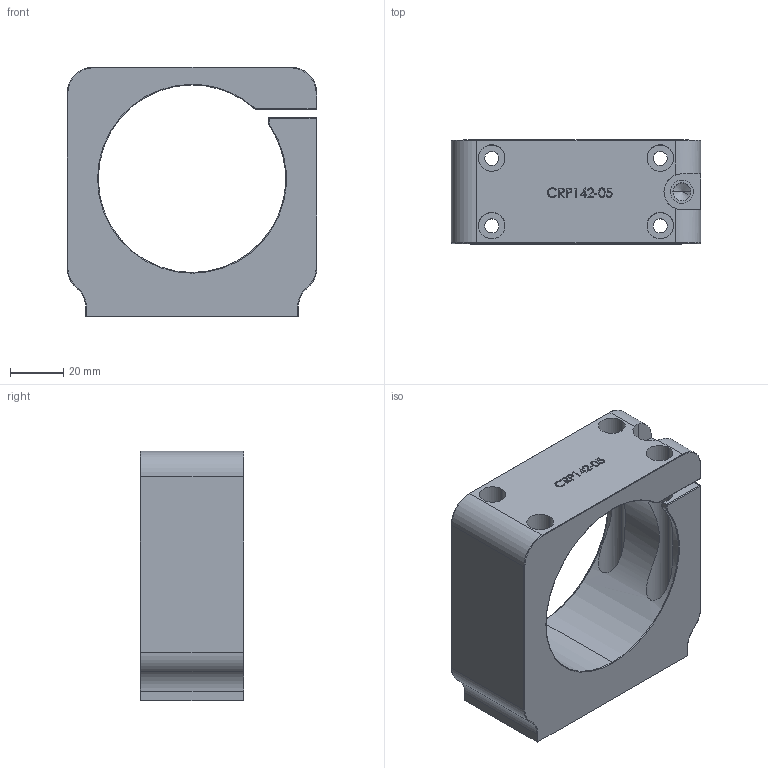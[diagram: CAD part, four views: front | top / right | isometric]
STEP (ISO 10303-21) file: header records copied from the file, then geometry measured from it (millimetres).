
FILE_DESCRIPTION (( 'STEP AP214' ), '1' );
FILE_NAME ('CRP142-05_A-05.STEP', '2018-04-17T20:58:13', ( '' ), ( '' ), 'SwSTEP 2.0', 'SolidWorks 2017', '' );
FILE_SCHEMA (( 'AUTOMOTIVE_DESIGN' ));
Length unit declared in the file: inch
Products named in the file (1): CRP142-05_A-05
Bounding box: 93.98 x 39 x 93.98 mm (x, y, z)
Volume: 160478.9 mm3; surface area: 39387.9 mm2
Topology: 1 solids, 1 shells, 234 faces, 606 edges, 379 vertices
Faces by surface type: plane 90, cylinder 61, bspline 47, torus 23, sphere 8, cone 5
Entity records: 10369 total; most frequent: CARTESIAN_POINT 4852, ORIENTED_EDGE 1194, DIRECTION 1016, EDGE_CURVE 597, VERTEX_POINT 379, AXIS2_PLACEMENT_3D 347, LINE 322, VECTOR 322
